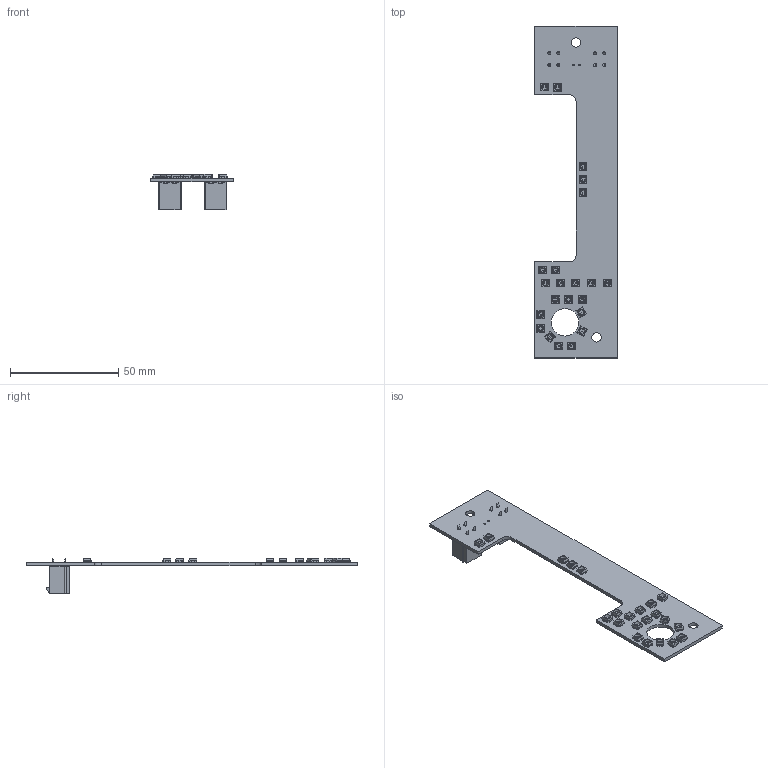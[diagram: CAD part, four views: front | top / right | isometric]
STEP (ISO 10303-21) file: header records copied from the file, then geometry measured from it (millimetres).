
FILE_DESCRIPTION(('KiCad electronic assembly'),'2;1');
FILE_NAME('DEFOG PANEL.step','2023-01-09T12:46:05',('Pcbnew'),('Kicad'), 'Open CASCADE STEP processor 7.6','KiCad to STEP converter','Unknown' );
FILE_SCHEMA(('AUTOMOTIVE_DESIGN { 1 0 10303 214 1 1 1 1 }'));
Length unit declared in the file: millimetre
Products named in the file (6): DEFOG PANEL 1; LED_WS2812B-MINI_PLCC4_3.5x3.5mm_P1.75mm; COMPOUND; Molex_Mini-Fit_Jr_5566-04A_2x02_P4.20mm_Vertical; SOLID; DEFOG PANEL PCB
Assembly tree (27 placements, depth 3):
  DEFOG PANEL 1
    LED_WS2812B-MINI_PLCC4_3.5x3.5mm_P1.75mm  x22
      COMPOUND
    Molex_Mini-Fit_Jr_5566-04A_2x02_P4.20mm_Vertical  x2
      SOLID
    DEFOG PANEL PCB
Bounding box: 38.1 x 153.67 x 16.4 mm (x, y, z)
Volume: 8594.5 mm3; surface area: 13570 mm2
Topology: 135 solids, 135 shells, 1779 faces, 4297 edges, 2834 vertices
Faces by surface type: plane 1564, cylinder 193, cone 22
Full cylindrical faces by diameter (mm): 0.9 x2, 1.4 x8, 4.305 x2, 12.7 x1
Entity records: 14519 total; most frequent: CARTESIAN_POINT 2416, DIRECTION 2257, LINE 1618, VECTOR 1618, ORIENTED_EDGE 1146, PCURVE 1146, DEFINITIONAL_REPRESENTATION 1146, EDGE_CURVE 573
